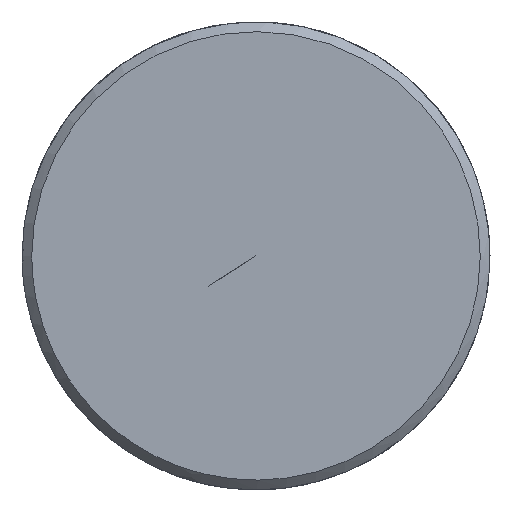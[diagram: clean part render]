
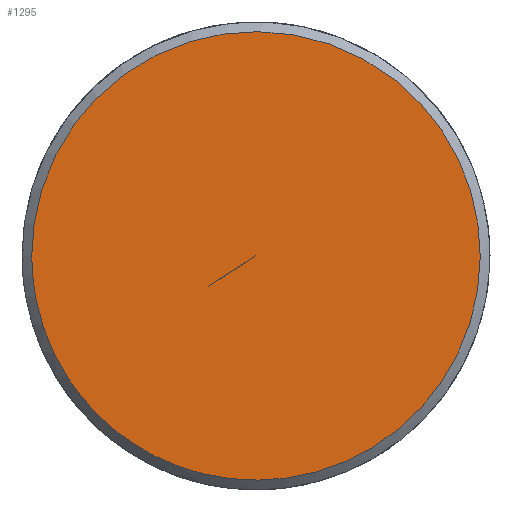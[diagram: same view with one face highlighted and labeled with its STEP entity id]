
A CAD part, left-side view. The second image highlights one B-rep face of the part: STEP entity #1295.
In plain terms, the highlighted free-form (B-spline) face has degree [5, 1] with [6, 2] control points.
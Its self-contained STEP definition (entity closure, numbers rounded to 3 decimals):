
#1223 = CARTESIAN_POINT ('', (-100., 5.75, 0.));
#1224 = VERTEX_POINT ('', #1223);
#1234 = CARTESIAN_POINT ('', (-100., 5.75, 0.));
#1235 = CARTESIAN_POINT ('', (-100., 5.75, 23.));
#1236 = CARTESIAN_POINT ('', (-100., -17.25, 11.5));
#1237 = CARTESIAN_POINT ('', (-100., -17.25, -11.5));
#1238 = CARTESIAN_POINT ('', (-100., 5.75, -23.));
#1239 = CARTESIAN_POINT ('', (-100., 5.75, 0.));
#1240 = (
   BOUNDED_CURVE ()
   B_SPLINE_CURVE (5, (#1234, #1235, #1236, #1237, #1238, #1239), .UNSPECIFIED., .T., .U.)
   B_SPLINE_CURVE_WITH_KNOTS ((6, 6), (0., 1.), .UNSPECIFIED.)
   CURVE ()
   GEOMETRIC_REPRESENTATION_ITEM ()
   RATIONAL_B_SPLINE_CURVE ((5., 1., 1., 1., 1., 5.))
   REPRESENTATION_ITEM ('')
);
#1241 = EDGE_CURVE ('', #1224, #1224, #1240, .T.);
#1271 = CARTESIAN_POINT ('', (-100., 0., 0.));
#1272 = VERTEX_POINT ('', #1271);
#1273 = CARTESIAN_POINT ('', (-100., 5.75, 0.));
#1274 = CARTESIAN_POINT ('', (-100., 0., 0.));
#1275 = B_SPLINE_CURVE_WITH_KNOTS ('', 1, (#1273, #1274), .UNSPECIFIED., .F., .U., (2, 2), (0., 1.), .UNSPECIFIED.);
#1276 = EDGE_CURVE ('', #1224, #1272, #1275, .T.);
#1277 = ORIENTED_EDGE ('', *, *, #1276, .F.);
#1278 = ORIENTED_EDGE ('', *, *, #1241, .T.);
#1279 = ORIENTED_EDGE ('', *, *, #1276, .T.);
#1280 = EDGE_LOOP ('', (#1277, #1278, #1279));
#1281 = FACE_OUTER_BOUND ('', #1280, .F.);
#1282 = CARTESIAN_POINT ('', (-100., 5.75, 0.));
#1283 = CARTESIAN_POINT ('', (-100., 0., 0.));
#1284 = CARTESIAN_POINT ('', (-100., 5.75, 23.));
#1285 = CARTESIAN_POINT ('', (-100., 0., 0.));
#1286 = CARTESIAN_POINT ('', (-100., -17.25, 11.5));
#1287 = CARTESIAN_POINT ('', (-100., 0., 0.));
#1288 = CARTESIAN_POINT ('', (-100., -17.25, -11.5));
#1289 = CARTESIAN_POINT ('', (-100., 0., 0.));
#1290 = CARTESIAN_POINT ('', (-100., 5.75, -23.));
#1291 = CARTESIAN_POINT ('', (-100., 0., 0.));
#1292 = CARTESIAN_POINT ('', (-100., 5.75, 0.));
#1293 = CARTESIAN_POINT ('', (-100., 0., 0.));
#1294 = (
   BOUNDED_SURFACE ()
   B_SPLINE_SURFACE (5, 1, ((#1282, #1283), (#1284, #1285), (#1286, #1287), (#1288, #1289), (#1290, #1291), (#1292, #1293)), .UNSPECIFIED., .T., .F., .U.)
   B_SPLINE_SURFACE_WITH_KNOTS ((6, 6), (2, 2), (0., 1.), (0., 1.), .UNSPECIFIED.)
   SURFACE ()
   GEOMETRIC_REPRESENTATION_ITEM ()
   RATIONAL_B_SPLINE_SURFACE (((5., 5.), (1., 1.), (1., 1.), (1., 1.), (1., 1.), (5., 5.)))
   REPRESENTATION_ITEM ('')
);
#1295 = ADVANCED_FACE ('', (#1281), #1294, .F.);
